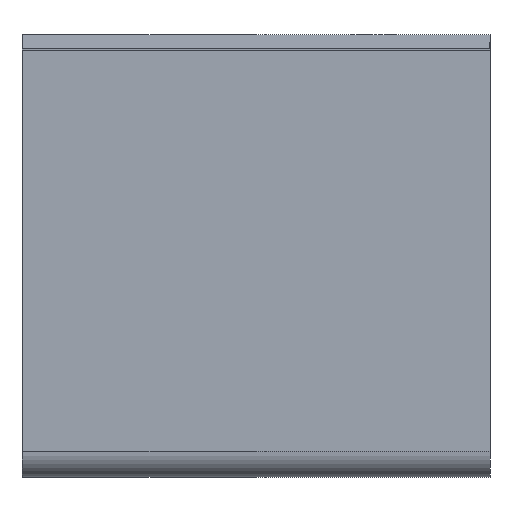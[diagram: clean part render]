
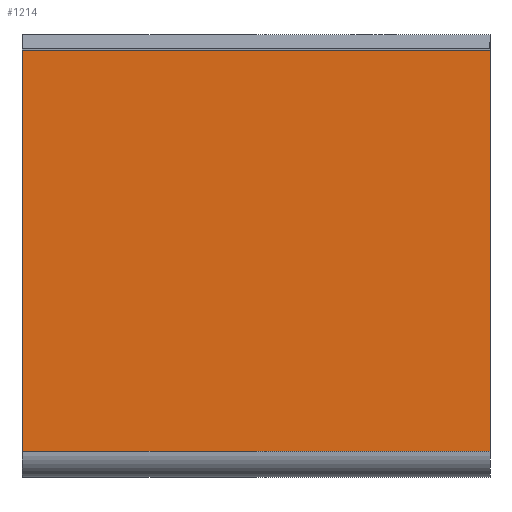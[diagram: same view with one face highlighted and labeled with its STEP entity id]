
A CAD part, left-side view. The second image highlights one B-rep face of the part: STEP entity #1214.
In plain terms, the highlighted planar face has unit normal (-1, 0, 0).
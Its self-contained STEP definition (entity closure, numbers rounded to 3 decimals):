
#79 = PLANE('',#80);
#80 = AXIS2_PLACEMENT_3D('',#81,#82,#83);
#81 = CARTESIAN_POINT('',(-7.257,19.,-10.246));
#82 = DIRECTION('',(0.,1.,0.));
#83 = DIRECTION('',(0.,0.,1.));
#135 = PLANE('',#136);
#136 = AXIS2_PLACEMENT_3D('',#137,#138,#139);
#137 = CARTESIAN_POINT('',(-7.257,-19.,-10.246));
#138 = DIRECTION('',(0.,1.,0.));
#139 = DIRECTION('',(0.,0.,1.));
#442 = VERTEX_POINT('',#443);
#443 = CARTESIAN_POINT('',(-1.3,19.,-32.56));
#462 = CYLINDRICAL_SURFACE('',#463,2.125);
#463 = AXIS2_PLACEMENT_3D('',#464,#465,#466);
#464 = CARTESIAN_POINT('',(0.825,19.,-32.56));
#465 = DIRECTION('',(0.,1.,0.));
#466 = DIRECTION('',(1.,0.,0.));
#474 = EDGE_CURVE('',#442,#475,#477,.T.);
#475 = VERTEX_POINT('',#476);
#476 = CARTESIAN_POINT('',(-1.3,19.,0.));
#477 = SURFACE_CURVE('',#478,(#482,#489),.PCURVE_S1.);
#478 = LINE('',#479,#480);
#479 = CARTESIAN_POINT('',(-1.3,19.,-32.56));
#480 = VECTOR('',#481,1.);
#481 = DIRECTION('',(0.,0.,1.));
#482 = PCURVE('',#79,#483);
#483 = DEFINITIONAL_REPRESENTATION('',(#484),#488);
#484 = LINE('',#485,#486);
#485 = CARTESIAN_POINT('',(-22.314,5.957));
#486 = VECTOR('',#487,1.);
#487 = DIRECTION('',(1.,0.));
#488 = ( GEOMETRIC_REPRESENTATION_CONTEXT(2) 
PARAMETRIC_REPRESENTATION_CONTEXT() REPRESENTATION_CONTEXT('2D SPACE',''
  ) );
#489 = PCURVE('',#490,#495);
#490 = PLANE('',#491);
#491 = AXIS2_PLACEMENT_3D('',#492,#493,#494);
#492 = CARTESIAN_POINT('',(-1.3,19.,-32.56));
#493 = DIRECTION('',(-1.,0.,0.));
#494 = DIRECTION('',(0.,0.,1.));
#495 = DEFINITIONAL_REPRESENTATION('',(#496),#500);
#496 = LINE('',#497,#498);
#497 = CARTESIAN_POINT('',(0.,0.));
#498 = VECTOR('',#499,1.);
#499 = DIRECTION('',(1.,0.));
#500 = ( GEOMETRIC_REPRESENTATION_CONTEXT(2) 
PARAMETRIC_REPRESENTATION_CONTEXT() REPRESENTATION_CONTEXT('2D SPACE',''
  ) );
#518 = PLANE('',#519);
#519 = AXIS2_PLACEMENT_3D('',#520,#521,#522);
#520 = CARTESIAN_POINT('',(-1.3,19.,0.));
#521 = DIRECTION('',(-0.,0.,-1.));
#522 = DIRECTION('',(-1.,0.,0.));
#809 = VERTEX_POINT('',#810);
#810 = CARTESIAN_POINT('',(-1.3,-19.,-32.56));
#836 = EDGE_CURVE('',#809,#837,#839,.T.);
#837 = VERTEX_POINT('',#838);
#838 = CARTESIAN_POINT('',(-1.3,-19.,0.));
#839 = SURFACE_CURVE('',#840,(#844,#851),.PCURVE_S1.);
#840 = LINE('',#841,#842);
#841 = CARTESIAN_POINT('',(-1.3,-19.,-32.56));
#842 = VECTOR('',#843,1.);
#843 = DIRECTION('',(0.,0.,1.));
#844 = PCURVE('',#135,#845);
#845 = DEFINITIONAL_REPRESENTATION('',(#846),#850);
#846 = LINE('',#847,#848);
#847 = CARTESIAN_POINT('',(-22.314,5.957));
#848 = VECTOR('',#849,1.);
#849 = DIRECTION('',(1.,0.));
#850 = ( GEOMETRIC_REPRESENTATION_CONTEXT(2) 
PARAMETRIC_REPRESENTATION_CONTEXT() REPRESENTATION_CONTEXT('2D SPACE',''
  ) );
#851 = PCURVE('',#490,#852);
#852 = DEFINITIONAL_REPRESENTATION('',(#853),#857);
#853 = LINE('',#854,#855);
#854 = CARTESIAN_POINT('',(0.,-38.));
#855 = VECTOR('',#856,1.);
#856 = DIRECTION('',(1.,0.));
#857 = ( GEOMETRIC_REPRESENTATION_CONTEXT(2) 
PARAMETRIC_REPRESENTATION_CONTEXT() REPRESENTATION_CONTEXT('2D SPACE',''
  ) );
#963 = VERTEX_POINT('',#964);
#964 = CARTESIAN_POINT('',(-1.3,-9.5,0.));
#1094 = EDGE_CURVE('',#475,#1095,#1097,.T.);
#1095 = VERTEX_POINT('',#1096);
#1096 = CARTESIAN_POINT('',(-1.3,9.5,0.));
#1097 = SURFACE_CURVE('',#1098,(#1102,#1109),.PCURVE_S1.);
#1098 = LINE('',#1099,#1100);
#1099 = CARTESIAN_POINT('',(-1.3,19.,0.));
#1100 = VECTOR('',#1101,1.);
#1101 = DIRECTION('',(0.,-1.,0.));
#1102 = PCURVE('',#518,#1103);
#1103 = DEFINITIONAL_REPRESENTATION('',(#1104),#1108);
#1104 = LINE('',#1105,#1106);
#1105 = CARTESIAN_POINT('',(0.,0.));
#1106 = VECTOR('',#1107,1.);
#1107 = DIRECTION('',(0.,-1.));
#1108 = ( GEOMETRIC_REPRESENTATION_CONTEXT(2) 
PARAMETRIC_REPRESENTATION_CONTEXT() REPRESENTATION_CONTEXT('2D SPACE',''
  ) );
#1109 = PCURVE('',#490,#1110);
#1110 = DEFINITIONAL_REPRESENTATION('',(#1111),#1115);
#1111 = LINE('',#1112,#1113);
#1112 = CARTESIAN_POINT('',(32.56,0.));
#1113 = VECTOR('',#1114,1.);
#1114 = DIRECTION('',(0.,-1.));
#1115 = ( GEOMETRIC_REPRESENTATION_CONTEXT(2) 
PARAMETRIC_REPRESENTATION_CONTEXT() REPRESENTATION_CONTEXT('2D SPACE',''
  ) );
#1117 = EDGE_CURVE('',#1095,#963,#1118,.T.);
#1118 = SURFACE_CURVE('',#1119,(#1123,#1130),.PCURVE_S1.);
#1119 = LINE('',#1120,#1121);
#1120 = CARTESIAN_POINT('',(-1.3,19.,0.));
#1121 = VECTOR('',#1122,1.);
#1122 = DIRECTION('',(0.,-1.,0.));
#1123 = PCURVE('',#518,#1124);
#1124 = DEFINITIONAL_REPRESENTATION('',(#1125),#1129);
#1125 = LINE('',#1126,#1127);
#1126 = CARTESIAN_POINT('',(0.,0.));
#1127 = VECTOR('',#1128,1.);
#1128 = DIRECTION('',(0.,-1.));
#1129 = ( GEOMETRIC_REPRESENTATION_CONTEXT(2) 
PARAMETRIC_REPRESENTATION_CONTEXT() REPRESENTATION_CONTEXT('2D SPACE',''
  ) );
#1130 = PCURVE('',#490,#1131);
#1131 = DEFINITIONAL_REPRESENTATION('',(#1132),#1136);
#1132 = LINE('',#1133,#1134);
#1133 = CARTESIAN_POINT('',(32.56,0.));
#1134 = VECTOR('',#1135,1.);
#1135 = DIRECTION('',(0.,-1.));
#1136 = ( GEOMETRIC_REPRESENTATION_CONTEXT(2) 
PARAMETRIC_REPRESENTATION_CONTEXT() REPRESENTATION_CONTEXT('2D SPACE',''
  ) );
#1138 = EDGE_CURVE('',#963,#837,#1139,.T.);
#1139 = SURFACE_CURVE('',#1140,(#1144,#1151),.PCURVE_S1.);
#1140 = LINE('',#1141,#1142);
#1141 = CARTESIAN_POINT('',(-1.3,19.,0.));
#1142 = VECTOR('',#1143,1.);
#1143 = DIRECTION('',(0.,-1.,0.));
#1144 = PCURVE('',#518,#1145);
#1145 = DEFINITIONAL_REPRESENTATION('',(#1146),#1150);
#1146 = LINE('',#1147,#1148);
#1147 = CARTESIAN_POINT('',(0.,0.));
#1148 = VECTOR('',#1149,1.);
#1149 = DIRECTION('',(0.,-1.));
#1150 = ( GEOMETRIC_REPRESENTATION_CONTEXT(2) 
PARAMETRIC_REPRESENTATION_CONTEXT() REPRESENTATION_CONTEXT('2D SPACE',''
  ) );
#1151 = PCURVE('',#490,#1152);
#1152 = DEFINITIONAL_REPRESENTATION('',(#1153),#1157);
#1153 = LINE('',#1154,#1155);
#1154 = CARTESIAN_POINT('',(32.56,0.));
#1155 = VECTOR('',#1156,1.);
#1156 = DIRECTION('',(0.,-1.));
#1157 = ( GEOMETRIC_REPRESENTATION_CONTEXT(2) 
PARAMETRIC_REPRESENTATION_CONTEXT() REPRESENTATION_CONTEXT('2D SPACE',''
  ) );
#1214 = ADVANCED_FACE('',(#1215),#490,.T.);
#1215 = FACE_BOUND('',#1216,.T.);
#1216 = EDGE_LOOP('',(#1217,#1238,#1239,#1240,#1241,#1242));
#1217 = ORIENTED_EDGE('',*,*,#1218,.T.);
#1218 = EDGE_CURVE('',#442,#809,#1219,.T.);
#1219 = SURFACE_CURVE('',#1220,(#1224,#1231),.PCURVE_S1.);
#1220 = LINE('',#1221,#1222);
#1221 = CARTESIAN_POINT('',(-1.3,19.,-32.56));
#1222 = VECTOR('',#1223,1.);
#1223 = DIRECTION('',(0.,-1.,0.));
#1224 = PCURVE('',#490,#1225);
#1225 = DEFINITIONAL_REPRESENTATION('',(#1226),#1230);
#1226 = LINE('',#1227,#1228);
#1227 = CARTESIAN_POINT('',(0.,0.));
#1228 = VECTOR('',#1229,1.);
#1229 = DIRECTION('',(0.,-1.));
#1230 = ( GEOMETRIC_REPRESENTATION_CONTEXT(2) 
PARAMETRIC_REPRESENTATION_CONTEXT() REPRESENTATION_CONTEXT('2D SPACE',''
  ) );
#1231 = PCURVE('',#462,#1232);
#1232 = DEFINITIONAL_REPRESENTATION('',(#1233),#1237);
#1233 = LINE('',#1234,#1235);
#1234 = CARTESIAN_POINT('',(-3.142,0.));
#1235 = VECTOR('',#1236,1.);
#1236 = DIRECTION('',(-0.,-1.));
#1237 = ( GEOMETRIC_REPRESENTATION_CONTEXT(2) 
PARAMETRIC_REPRESENTATION_CONTEXT() REPRESENTATION_CONTEXT('2D SPACE',''
  ) );
#1238 = ORIENTED_EDGE('',*,*,#836,.T.);
#1239 = ORIENTED_EDGE('',*,*,#1138,.F.);
#1240 = ORIENTED_EDGE('',*,*,#1117,.F.);
#1241 = ORIENTED_EDGE('',*,*,#1094,.F.);
#1242 = ORIENTED_EDGE('',*,*,#474,.F.);
